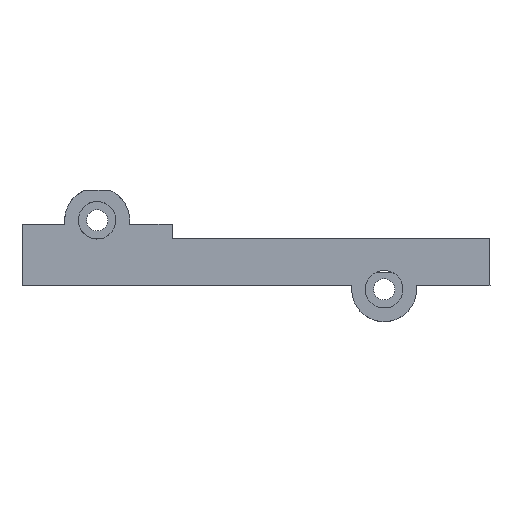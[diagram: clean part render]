
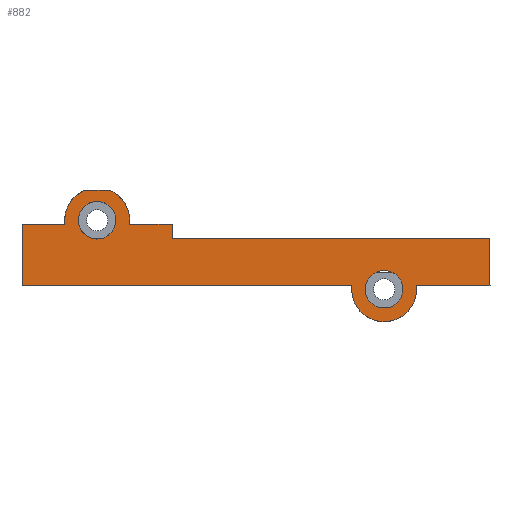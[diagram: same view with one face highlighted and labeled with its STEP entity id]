
A CAD part, top view. The second image highlights one B-rep face of the part: STEP entity #882.
In plain terms, the highlighted planar face has unit normal (0, 0, 1).
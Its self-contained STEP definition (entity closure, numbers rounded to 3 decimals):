
#36=FACE_BOUND('',#128,.T.);
#37=FACE_BOUND('',#129,.T.);
#46=CIRCLE('',#939,4.75);
#47=CIRCLE('',#940,4.75);
#48=CIRCLE('',#941,4.75);
#49=CIRCLE('',#942,2.75);
#50=CIRCLE('',#943,2.75);
#76=FACE_OUTER_BOUND('',#127,.T.);
#127=EDGE_LOOP('',(#592,#593,#594,#595,#596,#597,#598,#599,#600,#601,#602,
#603,#604,#605));
#128=EDGE_LOOP('',(#606));
#129=EDGE_LOOP('',(#607));
#192=LINE('',#1296,#281);
#193=LINE('',#1298,#282);
#194=LINE('',#1300,#283);
#195=LINE('',#1304,#284);
#196=LINE('',#1306,#285);
#197=LINE('',#1308,#286);
#198=LINE('',#1310,#287);
#199=LINE('',#1312,#288);
#200=LINE('',#1314,#289);
#201=LINE('',#1318,#290);
#202=LINE('',#1320,#291);
#281=VECTOR('',#1034,10.);
#282=VECTOR('',#1035,10.);
#283=VECTOR('',#1036,10.);
#284=VECTOR('',#1039,10.);
#285=VECTOR('',#1040,10.);
#286=VECTOR('',#1041,10.);
#287=VECTOR('',#1042,10.);
#288=VECTOR('',#1043,10.);
#289=VECTOR('',#1044,10.);
#290=VECTOR('',#1047,10.);
#291=VECTOR('',#1048,10.);
#377=VERTEX_POINT('',#1294);
#378=VERTEX_POINT('',#1295);
#379=VERTEX_POINT('',#1297);
#380=VERTEX_POINT('',#1299);
#381=VERTEX_POINT('',#1301);
#382=VERTEX_POINT('',#1303);
#383=VERTEX_POINT('',#1305);
#384=VERTEX_POINT('',#1307);
#385=VERTEX_POINT('',#1309);
#386=VERTEX_POINT('',#1311);
#387=VERTEX_POINT('',#1313);
#388=VERTEX_POINT('',#1315);
#389=VERTEX_POINT('',#1317);
#390=VERTEX_POINT('',#1319);
#391=VERTEX_POINT('',#1322);
#392=VERTEX_POINT('',#1324);
#461=EDGE_CURVE('',#377,#378,#192,.T.);
#462=EDGE_CURVE('',#378,#379,#193,.T.);
#463=EDGE_CURVE('',#379,#380,#194,.T.);
#464=EDGE_CURVE('',#380,#381,#46,.T.);
#465=EDGE_CURVE('',#381,#382,#195,.T.);
#466=EDGE_CURVE('',#382,#383,#196,.T.);
#467=EDGE_CURVE('',#383,#384,#197,.T.);
#468=EDGE_CURVE('',#384,#385,#198,.T.);
#469=EDGE_CURVE('',#385,#386,#199,.T.);
#470=EDGE_CURVE('',#386,#387,#200,.T.);
#471=EDGE_CURVE('',#387,#388,#47,.T.);
#472=EDGE_CURVE('',#388,#389,#201,.T.);
#473=EDGE_CURVE('',#390,#389,#202,.T.);
#474=EDGE_CURVE('',#390,#377,#48,.T.);
#475=EDGE_CURVE('',#391,#391,#49,.T.);
#476=EDGE_CURVE('',#392,#392,#50,.T.);
#592=ORIENTED_EDGE('',*,*,#461,.T.);
#593=ORIENTED_EDGE('',*,*,#462,.T.);
#594=ORIENTED_EDGE('',*,*,#463,.T.);
#595=ORIENTED_EDGE('',*,*,#464,.T.);
#596=ORIENTED_EDGE('',*,*,#465,.T.);
#597=ORIENTED_EDGE('',*,*,#466,.T.);
#598=ORIENTED_EDGE('',*,*,#467,.T.);
#599=ORIENTED_EDGE('',*,*,#468,.T.);
#600=ORIENTED_EDGE('',*,*,#469,.T.);
#601=ORIENTED_EDGE('',*,*,#470,.T.);
#602=ORIENTED_EDGE('',*,*,#471,.T.);
#603=ORIENTED_EDGE('',*,*,#472,.T.);
#604=ORIENTED_EDGE('',*,*,#473,.F.);
#605=ORIENTED_EDGE('',*,*,#474,.T.);
#606=ORIENTED_EDGE('',*,*,#475,.T.);
#607=ORIENTED_EDGE('',*,*,#476,.F.);
#845=PLANE('',#938);
#882=ADVANCED_FACE('',(#76,#36,#37),#845,.T.);
#938=AXIS2_PLACEMENT_3D('',#1293,#1032,#1033);
#939=AXIS2_PLACEMENT_3D('',#1302,#1037,#1038);
#940=AXIS2_PLACEMENT_3D('',#1316,#1045,#1046);
#941=AXIS2_PLACEMENT_3D('',#1321,#1049,#1050);
#942=AXIS2_PLACEMENT_3D('',#1323,#1051,#1052);
#943=AXIS2_PLACEMENT_3D('',#1325,#1053,#1054);
#1032=DIRECTION('center_axis',(0.,0.,1.));
#1033=DIRECTION('ref_axis',(1.,0.,0.));
#1034=DIRECTION('',(-1.,0.,0.));
#1035=DIRECTION('',(0.,-1.,0.));
#1036=DIRECTION('',(1.,0.,0.));
#1037=DIRECTION('center_axis',(0.,0.,1.));
#1038=DIRECTION('ref_axis',(-0.994,0.105,0.));
#1039=DIRECTION('',(1.,0.,0.));
#1040=DIRECTION('',(0.,1.,0.));
#1041=DIRECTION('',(0.,1.,0.));
#1042=DIRECTION('',(-1.,0.,0.));
#1043=DIRECTION('',(0.,1.,0.));
#1044=DIRECTION('',(-1.,0.,0.));
#1045=DIRECTION('center_axis',(0.,0.,1.));
#1046=DIRECTION('ref_axis',(-0.377,0.926,0.));
#1047=DIRECTION('',(-1.,0.,0.));
#1048=DIRECTION('',(0.,1.,0.));
#1049=DIRECTION('center_axis',(0.,0.,1.));
#1050=DIRECTION('ref_axis',(-0.377,0.926,0.));
#1051=DIRECTION('center_axis',(0.,0.,-1.));
#1052=DIRECTION('ref_axis',(-0.417,0.909,0.));
#1053=DIRECTION('center_axis',(0.,0.,
1.));
#1054=DIRECTION('ref_axis',(0.326,-0.945,0.));
#1293=CARTESIAN_POINT('Origin',(34.5,2.375,7.));
#1294=CARTESIAN_POINT('',(6.288,7.,7.));
#1295=CARTESIAN_POINT('',(0.,7.,7.));
#1296=CARTESIAN_POINT('',(18.896,7.,7.));
#1297=CARTESIAN_POINT('',(0.,-2.,7.));
#1298=CARTESIAN_POINT('',(0.,5.,7.));
#1299=CARTESIAN_POINT('',(48.276,-2.,7.));
#1300=CARTESIAN_POINT('',(0.,-2.,7.));
#1301=CARTESIAN_POINT('',(57.724,-2.,7.));
#1302=CARTESIAN_POINT('Origin',(53.,-2.5,7.));
#1303=CARTESIAN_POINT('',(68.5,-2.,7.));
#1304=CARTESIAN_POINT('',(55.704,-2.,7.));
#1305=CARTESIAN_POINT('',(68.5,0.,7.));
#1306=CARTESIAN_POINT('',(68.5,0.188,7.));
#1307=CARTESIAN_POINT('',(68.5,5.,7.));
#1308=CARTESIAN_POINT('',(68.5,1.188,7.));
#1309=CARTESIAN_POINT('',(22.,5.,7.));
#1310=CARTESIAN_POINT('',(69.,5.,7.));
#1311=CARTESIAN_POINT('',(22.,7.,7.));
#1312=CARTESIAN_POINT('',(22.,7.,7.));
#1313=CARTESIAN_POINT('',(15.712,7.,7.));
#1314=CARTESIAN_POINT('',(28.25,7.,7.));
#1315=CARTESIAN_POINT('',(12.79,12.,7.));
#1316=CARTESIAN_POINT('Origin',(11.,7.6,7.));
#1317=CARTESIAN_POINT('',(9.,12.,7.));
#1318=CARTESIAN_POINT('',(23.645,12.,7.));
#1319=CARTESIAN_POINT('',(9.,11.908,7.));
#1320=CARTESIAN_POINT('',(9.,14.842,7.));
#1321=CARTESIAN_POINT('Origin',(11.,7.6,7.));
#1322=CARTESIAN_POINT('',(54.146,0.,7.));
#1323=CARTESIAN_POINT('Origin',(53.,-2.5,7.));
#1324=CARTESIAN_POINT('',(11.794,10.233,7.));
#1325=CARTESIAN_POINT('Origin',(11.,7.6,7.));
